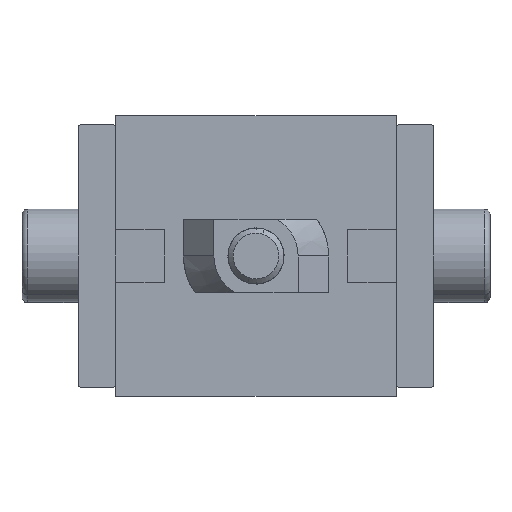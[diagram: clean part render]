
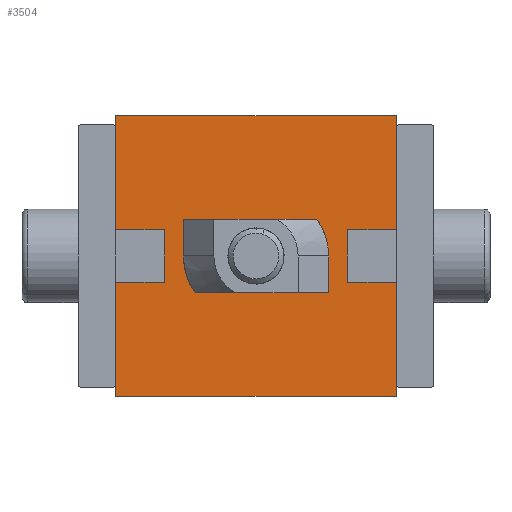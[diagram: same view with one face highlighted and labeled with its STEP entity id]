
A CAD part, front view. The second image highlights one B-rep face of the part: STEP entity #3504.
In plain terms, the highlighted planar face has unit normal (0, -1, 0).
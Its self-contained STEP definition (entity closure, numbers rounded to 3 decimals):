
#35 = EDGE_CURVE ( 'NONE', #560, #4866, #4142, .T. ) ;
#73 = ORIENTED_EDGE ( 'NONE', *, *, #710, .T. ) ;
#94 = DIRECTION ( 'NONE',  ( 0., 0., -1. ) ) ;
#124 = EDGE_CURVE ( 'NONE', #2697, #5384, #4690, .T. ) ;
#149 = EDGE_CURVE ( 'NONE', #4336, #2426, #4743, .T. ) ;
#295 = ORIENTED_EDGE ( 'NONE', *, *, #149, .F. ) ;
#321 = DIRECTION ( 'NONE',  ( 1., 0., 0. ) ) ;
#329 = ORIENTED_EDGE ( 'NONE', *, *, #5543, .F. ) ;
#340 = VECTOR ( 'NONE', #2549, 1000. ) ;
#352 = VECTOR ( 'NONE', #3307, 1000. ) ;
#378 = EDGE_CURVE ( 'NONE', #4866, #560, #445, .T. ) ;
#391 = VECTOR ( 'NONE', #1769, 1000. ) ;
#399 = CARTESIAN_POINT ( 'NONE',  ( -2.8, -7.5, 24.8 ) ) ;
#445 = CIRCLE ( 'NONE', #1936, 3.125 ) ;
#497 = ORIENTED_EDGE ( 'NONE', *, *, #1652, .T. ) ;
#506 = FACE_BOUND ( 'NONE', #2220, .T. ) ;
#560 = VERTEX_POINT ( 'NONE', #5084 ) ;
#566 = CARTESIAN_POINT ( 'NONE',  ( -2.8, -7.5, 30. ) ) ;
#710 = EDGE_CURVE ( 'NONE', #4609, #3049, #5279, .T. ) ;
#761 = CARTESIAN_POINT ( 'NONE',  ( -2.8, -7.5, 24.8 ) ) ;
#848 = ORIENTED_EDGE ( 'NONE', *, *, #2843, .T. ) ;
#898 = VECTOR ( 'NONE', #4122, 1000. ) ;
#1130 = DIRECTION ( 'NONE',  ( 1., 0., 0. ) ) ;
#1337 = VECTOR ( 'NONE', #3285, 1000. ) ;
#1342 = CARTESIAN_POINT ( 'NONE',  ( 15., -7.5, 30. ) ) ;
#1401 = PLANE ( 'NONE',  #3424 ) ;
#1539 = LINE ( 'NONE', #4168, #1337 ) ;
#1625 = LINE ( 'NONE', #5149, #3119 ) ;
#1652 = EDGE_CURVE ( 'NONE', #4150, #4419, #5095, .T. ) ;
#1670 = AXIS2_PLACEMENT_3D ( 'NONE', #3665, #3177, #94 ) ;
#1765 = ORIENTED_EDGE ( 'NONE', *, *, #35, .F. ) ;
#1769 = DIRECTION ( 'NONE',  ( 1., 0., 0. ) ) ;
#1806 = VERTEX_POINT ( 'NONE', #399 ) ;
#1889 = VECTOR ( 'NONE', #2765, 1000. ) ;
#1900 = DIRECTION ( 'NONE',  ( 0., 1., 0. ) ) ;
#1912 = CARTESIAN_POINT ( 'NONE',  ( 2.8, -7.5, 5.2 ) ) ;
#1936 = AXIS2_PLACEMENT_3D ( 'NONE', #2789, #1940, #4132 ) ;
#1940 = DIRECTION ( 'NONE',  ( 0., -1., 0. ) ) ;
#1957 = EDGE_LOOP ( 'NONE', ( #4090, #2940, #2541, #73, #5509, #3759, #295, #4007, #329, #4688, #848, #497 ) ) ;
#2102 = CARTESIAN_POINT ( 'NONE',  ( 15., -7.5, 0. ) ) ;
#2162 = LINE ( 'NONE', #761, #2611 ) ;
#2167 = LINE ( 'NONE', #1342, #2980 ) ;
#2220 = EDGE_LOOP ( 'NONE', ( #2637, #1765 ) ) ;
#2283 = VECTOR ( 'NONE', #1130, 1000. ) ;
#2395 = CARTESIAN_POINT ( 'NONE',  ( -15., -7.5, 0. ) ) ;
#2415 = CARTESIAN_POINT ( 'NONE',  ( 2.8, -7.5, 24.8 ) ) ;
#2426 = VERTEX_POINT ( 'NONE', #2689 ) ;
#2459 = CARTESIAN_POINT ( 'NONE',  ( -2.8, -7.5, 5.2 ) ) ;
#2541 = ORIENTED_EDGE ( 'NONE', *, *, #3305, .F. ) ;
#2549 = DIRECTION ( 'NONE',  ( 1., 0., 0. ) ) ;
#2572 = EDGE_CURVE ( 'NONE', #5384, #4419, #3213, .T. ) ;
#2611 = VECTOR ( 'NONE', #4263, 1000. ) ;
#2637 = ORIENTED_EDGE ( 'NONE', *, *, #378, .F. ) ;
#2689 = CARTESIAN_POINT ( 'NONE',  ( 2.8, -7.5, 30. ) ) ;
#2697 = VERTEX_POINT ( 'NONE', #4698 ) ;
#2763 = CARTESIAN_POINT ( 'NONE',  ( 15., -7.5, 30. ) ) ;
#2765 = DIRECTION ( 'NONE',  ( 0., 0., 1. ) ) ;
#2789 = CARTESIAN_POINT ( 'NONE',  ( 0., -7.5, 15. ) ) ;
#2843 = EDGE_CURVE ( 'NONE', #3542, #4150, #1539, .T. ) ;
#2940 = ORIENTED_EDGE ( 'NONE', *, *, #124, .F. ) ;
#2980 = VECTOR ( 'NONE', #5270, 1000. ) ;
#3049 = VERTEX_POINT ( 'NONE', #2102 ) ;
#3119 = VECTOR ( 'NONE', #321, 1000. ) ;
#3122 = CARTESIAN_POINT ( 'NONE',  ( -15., -7.5, 30. ) ) ;
#3149 = CARTESIAN_POINT ( 'NONE',  ( -2.8, -7.5, 24.8 ) ) ;
#3177 = DIRECTION ( 'NONE',  ( 0., -1., 0. ) ) ;
#3213 = LINE ( 'NONE', #2459, #898 ) ;
#3246 = CARTESIAN_POINT ( 'NONE',  ( 0., -7.5, 11.875 ) ) ;
#3285 = DIRECTION ( 'NONE',  ( 0., 0., -1. ) ) ;
#3305 = EDGE_CURVE ( 'NONE', #4609, #2697, #4084, .T. ) ;
#3307 = DIRECTION ( 'NONE',  ( 0., 0., 1. ) ) ;
#3337 = CARTESIAN_POINT ( 'NONE',  ( -15., -7.5, 0. ) ) ;
#3390 = DIRECTION ( 'NONE',  ( -1., 0., 0. ) ) ;
#3424 = AXIS2_PLACEMENT_3D ( 'NONE', #3973, #1900, #4843 ) ;
#3504 = ADVANCED_FACE ( 'NONE', ( #506, #5271 ), #1401, .F. ) ;
#3542 = VERTEX_POINT ( 'NONE', #3122 ) ;
#3558 = VERTEX_POINT ( 'NONE', #566 ) ;
#3577 = CARTESIAN_POINT ( 'NONE',  ( -15., -7.5, 30. ) ) ;
#3606 = LINE ( 'NONE', #3577, #5012 ) ;
#3616 = EDGE_CURVE ( 'NONE', #1806, #4336, #5393, .T. ) ;
#3654 = CARTESIAN_POINT ( 'NONE',  ( 2.8, -7.5, 24.8 ) ) ;
#3665 = CARTESIAN_POINT ( 'NONE',  ( 0., -7.5, 15. ) ) ;
#3696 = CARTESIAN_POINT ( 'NONE',  ( -2.8, -7.5, 5.2 ) ) ;
#3759 = ORIENTED_EDGE ( 'NONE', *, *, #5375, .F. ) ;
#3973 = CARTESIAN_POINT ( 'NONE',  ( -15., -7.5, 30. ) ) ;
#4007 = ORIENTED_EDGE ( 'NONE', *, *, #3616, .F. ) ;
#4084 = LINE ( 'NONE', #1912, #1889 ) ;
#4090 = ORIENTED_EDGE ( 'NONE', *, *, #2572, .F. ) ;
#4122 = DIRECTION ( 'NONE',  ( 0., 0., -1. ) ) ;
#4132 = DIRECTION ( 'NONE',  ( 0., 0., -1. ) ) ;
#4142 = CIRCLE ( 'NONE', #1670, 3.125 ) ;
#4150 = VERTEX_POINT ( 'NONE', #2395 ) ;
#4168 = CARTESIAN_POINT ( 'NONE',  ( -15., -7.5, 30. ) ) ;
#4230 = EDGE_CURVE ( 'NONE', #3542, #3558, #1625, .T. ) ;
#4256 = CARTESIAN_POINT ( 'NONE',  ( -2.8, -7.5, 5.2 ) ) ;
#4263 = DIRECTION ( 'NONE',  ( 0., 0., -1. ) ) ;
#4336 = VERTEX_POINT ( 'NONE', #3654 ) ;
#4365 = VERTEX_POINT ( 'NONE', #2763 ) ;
#4419 = VERTEX_POINT ( 'NONE', #4626 ) ;
#4496 = VECTOR ( 'NONE', #3390, 1000. ) ;
#4609 = VERTEX_POINT ( 'NONE', #4849 ) ;
#4626 = CARTESIAN_POINT ( 'NONE',  ( -2.8, -7.5, 0. ) ) ;
#4688 = ORIENTED_EDGE ( 'NONE', *, *, #4230, .F. ) ;
#4690 = LINE ( 'NONE', #4256, #4496 ) ;
#4698 = CARTESIAN_POINT ( 'NONE',  ( 2.8, -7.5, 5.2 ) ) ;
#4743 = LINE ( 'NONE', #2415, #352 ) ;
#4823 = CARTESIAN_POINT ( 'NONE',  ( -15., -7.5, 0. ) ) ;
#4843 = DIRECTION ( 'NONE',  ( 0., 0., 1. ) ) ;
#4849 = CARTESIAN_POINT ( 'NONE',  ( 2.8, -7.5, 0. ) ) ;
#4866 = VERTEX_POINT ( 'NONE', #3246 ) ;
#5012 = VECTOR ( 'NONE', #5332, 1000. ) ;
#5084 = CARTESIAN_POINT ( 'NONE',  ( 0., -7.5, 18.125 ) ) ;
#5095 = LINE ( 'NONE', #3337, #2283 ) ;
#5149 = CARTESIAN_POINT ( 'NONE',  ( -15., -7.5, 30. ) ) ;
#5193 = EDGE_CURVE ( 'NONE', #4365, #3049, #2167, .T. ) ;
#5270 = DIRECTION ( 'NONE',  ( 0., 0., -1. ) ) ;
#5271 = FACE_OUTER_BOUND ( 'NONE', #1957, .T. ) ;
#5279 = LINE ( 'NONE', #4823, #340 ) ;
#5332 = DIRECTION ( 'NONE',  ( 1., 0., 0. ) ) ;
#5375 = EDGE_CURVE ( 'NONE', #2426, #4365, #3606, .T. ) ;
#5384 = VERTEX_POINT ( 'NONE', #3696 ) ;
#5393 = LINE ( 'NONE', #3149, #391 ) ;
#5509 = ORIENTED_EDGE ( 'NONE', *, *, #5193, .F. ) ;
#5543 = EDGE_CURVE ( 'NONE', #3558, #1806, #2162, .T. ) ;
